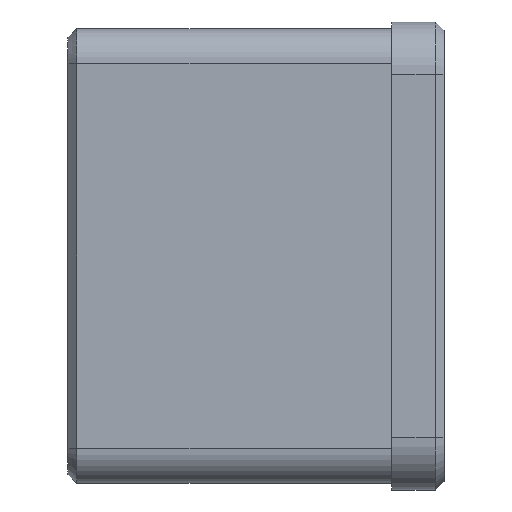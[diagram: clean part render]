
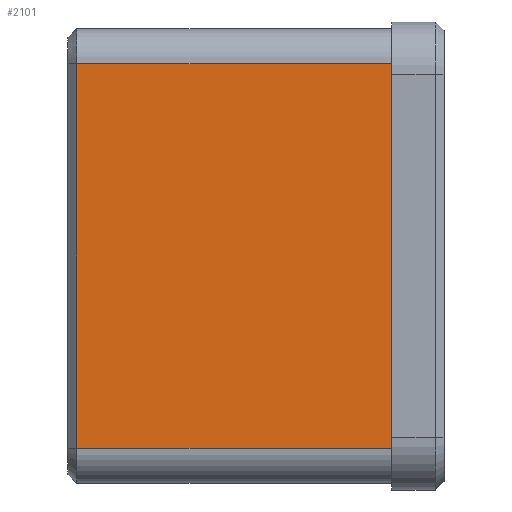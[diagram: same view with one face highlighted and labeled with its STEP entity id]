
A CAD part, left-side view. The second image highlights one B-rep face of the part: STEP entity #2101.
In plain terms, the highlighted planar face has unit normal (-1, 0, 0).
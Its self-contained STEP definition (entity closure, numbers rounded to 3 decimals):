
#105=LINE('',#3012,#205);
#125=LINE('',#3056,#225);
#126=LINE('',#3058,#226);
#127=LINE('',#3060,#227);
#205=VECTOR('',#2516,1000.);
#225=VECTOR('',#2554,1000.);
#226=VECTOR('',#2555,1000.);
#227=VECTOR('',#2556,1000.);
#379=ORIENTED_EDGE('',*,*,#740,.T.);
#380=ORIENTED_EDGE('',*,*,#741,.T.);
#381=ORIENTED_EDGE('',*,*,#742,.T.);
#382=ORIENTED_EDGE('',*,*,#718,.T.);
#718=EDGE_CURVE('',#901,#900,#105,.T.);
#740=EDGE_CURVE('',#900,#916,#125,.F.);
#741=EDGE_CURVE('',#916,#917,#126,.T.);
#742=EDGE_CURVE('',#917,#901,#127,.T.);
#900=VERTEX_POINT('',#3011);
#901=VERTEX_POINT('',#3013);
#916=VERTEX_POINT('',#3057);
#917=VERTEX_POINT('',#3059);
#1074=EDGE_LOOP('',(#379,#380,#381,#382));
#1222=FACE_BOUND('',#1074,.T.);
#1347=PLANE('',#2251);
#2101=ADVANCED_FACE('',(#1222),#1347,.F.);
#2251=AXIS2_PLACEMENT_3D('',#3055,#2552,#2553);
#2516=DIRECTION('',(0.,0.,1.));
#2552=DIRECTION('',(1.,0.,0.));
#2553=DIRECTION('',(0.,0.,-1.));
#2554=DIRECTION('',(0.,-1.,0.));
#2555=DIRECTION('',(0.,0.,-1.));
#2556=DIRECTION('',(0.,-1.,0.));
#3011=CARTESIAN_POINT('',(-28.,6.,22.));
#3012=CARTESIAN_POINT('',(-28.,6.,-26.));
#3013=CARTESIAN_POINT('',(-28.,6.,-22.));
#3055=CARTESIAN_POINT('',(-28.,43.,-26.));
#3056=CARTESIAN_POINT('',(-28.,43.,22.));
#3057=CARTESIAN_POINT('',(-28.,42.,22.));
#3058=CARTESIAN_POINT('',(-28.,42.,-22.));
#3059=CARTESIAN_POINT('',(-28.,42.,-22.));
#3060=CARTESIAN_POINT('',(-28.,43.,-22.));
